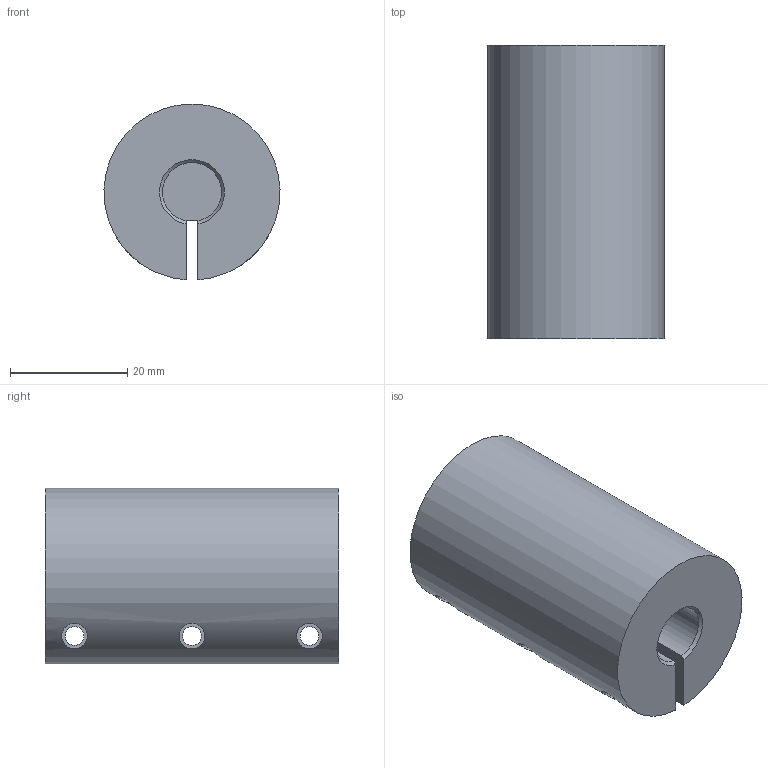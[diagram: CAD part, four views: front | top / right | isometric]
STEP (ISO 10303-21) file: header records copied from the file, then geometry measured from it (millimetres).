
FILE_DESCRIPTION (( 'STEP AP214' ), '1' );
FILE_NAME ('rod connector.STEP', '2025-09-19T19:24:25', ( '' ), ( '' ), 'SwSTEP 2.0', 'SolidWorks 2025', '' );
FILE_SCHEMA (( 'AUTOMOTIVE_DESIGN' ));
Length unit declared in the file: millimetre
Products named in the file (1): rod connector
Bounding box: 29.98 x 50 x 29.97 mm (x, y, z)
Volume: 30142 mm3; surface area: 8877.1 mm2
Topology: 1 solids, 1 shells, 40 faces, 101 edges, 67 vertices
Faces by surface type: cylinder 22, plane 15, cone 3
Entity records: 1557 total; most frequent: CARTESIAN_POINT 539, ORIENTED_EDGE 202, DIRECTION 202, EDGE_CURVE 101, AXIS2_PLACEMENT_3D 76, VERTEX_POINT 67, EDGE_LOOP 56, VECTOR 50
